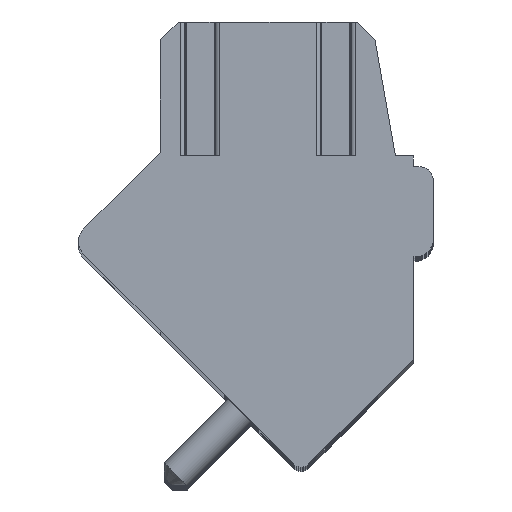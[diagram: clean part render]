
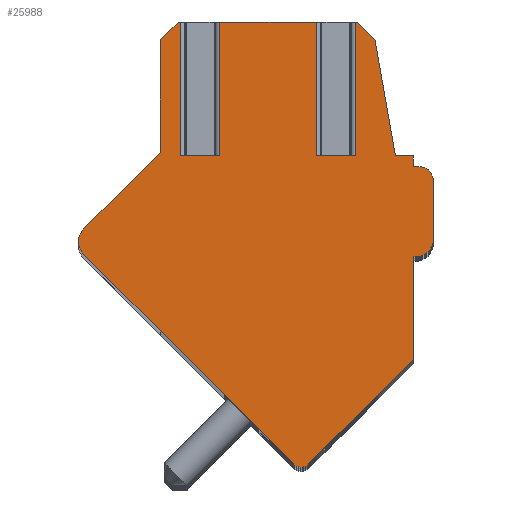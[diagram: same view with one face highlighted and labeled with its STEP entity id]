
A CAD part, top view. The second image highlights one B-rep face of the part: STEP entity #25988.
In plain terms, the highlighted planar face has unit normal (0, 0, 1).
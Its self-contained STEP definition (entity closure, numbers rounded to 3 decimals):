
#3099=DIRECTION('',(0.707,-0.707,0.));
#3100=VECTOR('',#3099,8.2);
#3101=CARTESIAN_POINT('',(-4.761,0.072,1.75));
#3102=LINE('',#3101,#3100);
#3587=DIRECTION('',(1.,0.,0.));
#3588=VECTOR('',#3587,1.07);
#3589=CARTESIAN_POINT('',(1.673,2.8,1.75));
#3590=LINE('',#3589,#3588);
#3591=DIRECTION('',(0.,1.,0.));
#3592=VECTOR('',#3591,3.7);
#3593=CARTESIAN_POINT('',(2.743,2.8,1.75));
#3594=LINE('',#3593,#3592);
#3595=DIRECTION('',(-1.,0.,0.));
#3596=VECTOR('',#3595,0.068);
#3597=CARTESIAN_POINT('',(2.811,6.5,1.75));
#3598=LINE('',#3597,#3596);
#3599=DIRECTION('',(-0.707,0.707,0.));
#3600=VECTOR('',#3599,0.677);
#3601=CARTESIAN_POINT('',(3.29,6.021,1.75));
#3602=LINE('',#3601,#3600);
#3603=DIRECTION('',(-0.174,0.985,0.));
#3604=VECTOR('',#3603,3.271);
#3605=CARTESIAN_POINT('',(3.858,2.8,1.75));
#3606=LINE('',#3605,#3604);
#3607=DIRECTION('',(-1.,0.,0.));
#3608=VECTOR('',#3607,0.5);
#3609=CARTESIAN_POINT('',(4.358,2.8,1.75));
#3610=LINE('',#3609,#3608);
#3611=DIRECTION('',(0.,1.,0.));
#3612=VECTOR('',#3611,0.3);
#3613=CARTESIAN_POINT('',(4.358,2.5,1.75));
#3614=LINE('',#3613,#3612);
#3615=DIRECTION('',(-1.,0.,0.));
#3616=VECTOR('',#3615,0.15);
#3617=CARTESIAN_POINT('',(4.508,2.5,1.75));
#3618=LINE('',#3617,#3616);
#3619=CARTESIAN_POINT('',(4.508,2.1,1.75));
#3620=DIRECTION('',(0.,0.,1.));
#3621=DIRECTION('',(1.,0.,0.));
#3622=AXIS2_PLACEMENT_3D('',#3619,#3620,#3621);
#3624=DIRECTION('',(0.,1.,0.));
#3625=VECTOR('',#3624,1.6);
#3626=CARTESIAN_POINT('',(4.908,0.5,1.75));
#3627=LINE('',#3626,#3625);
#3628=CARTESIAN_POINT('',(4.408,0.5,1.75));
#3629=DIRECTION('',(0.,0.,1.));
#3630=DIRECTION('',(0.,-1.,0.));
#3631=AXIS2_PLACEMENT_3D('',#3628,#3629,#3630);
#3633=DIRECTION('',(1.,0.,0.));
#3634=VECTOR('',#3633,0.05);
#3635=CARTESIAN_POINT('',(4.358,0.,1.75));
#3636=LINE('',#3635,#3634);
#3637=DIRECTION('',(0.,1.,0.));
#3638=VECTOR('',#3637,2.83);
#3639=CARTESIAN_POINT('',(4.358,-2.83,1.75));
#3640=LINE('',#3639,#3638);
#3641=DIRECTION('',(0.707,0.707,0.));
#3642=VECTOR('',#3641,4.096);
#3643=CARTESIAN_POINT('',(1.461,-5.727,1.75));
#3644=LINE('',#3643,#3642);
#3645=CARTESIAN_POINT('',(1.249,-5.515,1.75));
#3646=DIRECTION('',(0.,0.,1.));
#3647=DIRECTION('',(-0.707,-0.707,0.));
#3648=AXIS2_PLACEMENT_3D('',#3645,#3646,#3647);
#3650=CARTESIAN_POINT('',(-4.408,0.425,1.75));
#3651=DIRECTION('',(0.,0.,1.));
#3652=DIRECTION('',(-0.707,0.707,0.));
#3653=AXIS2_PLACEMENT_3D('',#3650,#3651,#3652);
#3655=DIRECTION('',(-0.707,-0.707,0.));
#3656=VECTOR('',#3655,2.997);
#3657=CARTESIAN_POINT('',(-2.642,2.898,1.75));
#3658=LINE('',#3657,#3656);
#3659=DIRECTION('',(0.,-1.,0.));
#3660=VECTOR('',#3659,3.111);
#3661=CARTESIAN_POINT('',(-2.642,6.009,1.75));
#3662=LINE('',#3661,#3660);
#3663=DIRECTION('',(-0.707,-0.707,0.));
#3664=VECTOR('',#3663,0.694);
#3665=CARTESIAN_POINT('',(-2.151,6.5,1.75));
#3666=LINE('',#3665,#3664);
#3667=DIRECTION('',(-1.,0.,0.));
#3668=VECTOR('',#3667,0.074);
#3669=CARTESIAN_POINT('',(-2.077,6.5,1.75));
#3670=LINE('',#3669,#3668);
#3671=DIRECTION('',(0.,1.,0.));
#3672=VECTOR('',#3671,3.7);
#3673=CARTESIAN_POINT('',(-2.077,2.8,1.75));
#3674=LINE('',#3673,#3672);
#3675=DIRECTION('',(1.,0.,0.));
#3676=VECTOR('',#3675,1.07);
#3677=CARTESIAN_POINT('',(-2.077,2.8,1.75));
#3678=LINE('',#3677,#3676);
#3679=DIRECTION('',(0.,1.,0.));
#3680=VECTOR('',#3679,3.7);
#3681=CARTESIAN_POINT('',(-1.007,2.8,1.75));
#3682=LINE('',#3681,#3680);
#3683=DIRECTION('',(-1.,0.,0.));
#3684=VECTOR('',#3683,2.68);
#3685=CARTESIAN_POINT('',(1.673,6.5,1.75));
#3686=LINE('',#3685,#3684);
#3687=DIRECTION('',(0.,1.,0.));
#3688=VECTOR('',#3687,3.7);
#3689=CARTESIAN_POINT('',(1.673,2.8,1.75));
#3690=LINE('',#3689,#3688);
#16923=CARTESIAN_POINT('',(1.673,2.8,1.75));
#16924=CARTESIAN_POINT('',(2.743,2.8,1.75));
#16925=VERTEX_POINT('',#16923);
#16926=VERTEX_POINT('',#16924);
#16927=CARTESIAN_POINT('',(2.743,6.5,1.75));
#16928=VERTEX_POINT('',#16927);
#16929=CARTESIAN_POINT('',(1.673,6.5,1.75));
#16930=VERTEX_POINT('',#16929);
#16943=CARTESIAN_POINT('',(-2.077,2.8,1.75));
#16944=CARTESIAN_POINT('',(-1.007,2.8,1.75));
#16945=VERTEX_POINT('',#16943);
#16946=VERTEX_POINT('',#16944);
#16947=CARTESIAN_POINT('',(-1.007,6.5,1.75));
#16948=VERTEX_POINT('',#16947);
#16949=CARTESIAN_POINT('',(-2.077,6.5,1.75));
#16950=VERTEX_POINT('',#16949);
#17041=CARTESIAN_POINT('',(1.037,-5.727,1.75));
#17042=CARTESIAN_POINT('',(1.461,-5.727,1.75));
#17043=VERTEX_POINT('',#17041);
#17044=VERTEX_POINT('',#17042);
#17045=CARTESIAN_POINT('',(4.358,-2.83,1.75));
#17046=VERTEX_POINT('',#17045);
#17047=CARTESIAN_POINT('',(4.358,0.,1.75));
#17048=VERTEX_POINT('',#17047);
#17049=CARTESIAN_POINT('',(4.408,0.,1.75));
#17050=VERTEX_POINT('',#17049);
#17051=CARTESIAN_POINT('',(4.908,0.5,1.75));
#17052=VERTEX_POINT('',#17051);
#17053=CARTESIAN_POINT('',(4.908,2.1,1.75));
#17054=VERTEX_POINT('',#17053);
#17055=CARTESIAN_POINT('',(4.508,2.5,1.75));
#17056=VERTEX_POINT('',#17055);
#17057=CARTESIAN_POINT('',(4.358,2.5,1.75));
#17058=VERTEX_POINT('',#17057);
#17059=CARTESIAN_POINT('',(4.358,2.8,1.75));
#17060=VERTEX_POINT('',#17059);
#17061=CARTESIAN_POINT('',(3.858,2.8,1.75));
#17062=VERTEX_POINT('',#17061);
#17063=CARTESIAN_POINT('',(3.29,6.021,1.75));
#17064=VERTEX_POINT('',#17063);
#17065=CARTESIAN_POINT('',(2.811,6.5,1.75));
#17066=VERTEX_POINT('',#17065);
#17067=CARTESIAN_POINT('',(-2.151,6.5,1.75));
#17068=CARTESIAN_POINT('',(-2.642,6.009,1.75));
#17069=VERTEX_POINT('',#17067);
#17070=VERTEX_POINT('',#17068);
#17071=CARTESIAN_POINT('',(-4.761,0.779,1.75));
#17072=CARTESIAN_POINT('',(-4.761,0.072,1.75));
#17073=VERTEX_POINT('',#17071);
#17074=VERTEX_POINT('',#17072);
#17079=CARTESIAN_POINT('',(-2.642,2.898,1.75));
#17081=VERTEX_POINT('',#17079);
#25945=CARTESIAN_POINT('',(0.,0.,1.75));
#25946=DIRECTION('',(0.,0.,1.));
#25947=DIRECTION('',(1.,0.,0.));
#25948=AXIS2_PLACEMENT_3D('',#25945,#25946,#25947);
#25949=PLANE('',#25948);
#25951=ORIENTED_EDGE('',*,*,#25950,.T.);
#25953=ORIENTED_EDGE('',*,*,#25952,.T.);
#25954=ORIENTED_EDGE('',*,*,#21936,.F.);
#25955=ORIENTED_EDGE('',*,*,#22218,.F.);
#25956=ORIENTED_EDGE('',*,*,#22232,.F.);
#25957=ORIENTED_EDGE('',*,*,#22246,.F.);
#25958=ORIENTED_EDGE('',*,*,#22419,.F.);
#25959=ORIENTED_EDGE('',*,*,#22435,.F.);
#25960=ORIENTED_EDGE('',*,*,#23216,.F.);
#25961=ORIENTED_EDGE('',*,*,#23528,.F.);
#25962=ORIENTED_EDGE('',*,*,#23840,.F.);
#25963=ORIENTED_EDGE('',*,*,#24152,.F.);
#25964=ORIENTED_EDGE('',*,*,#24471,.F.);
#25965=ORIENTED_EDGE('',*,*,#25302,.F.);
#25966=ORIENTED_EDGE('',*,*,#25552,.F.);
#25967=ORIENTED_EDGE('',*,*,#25353,.F.);
#25969=ORIENTED_EDGE('',*,*,#25968,.F.);
#25971=ORIENTED_EDGE('',*,*,#25970,.F.);
#25973=ORIENTED_EDGE('',*,*,#25972,.F.);
#25975=ORIENTED_EDGE('',*,*,#25974,.F.);
#25976=ORIENTED_EDGE('',*,*,#21968,.F.);
#25978=ORIENTED_EDGE('',*,*,#25977,.F.);
#25980=ORIENTED_EDGE('',*,*,#25979,.T.);
#25982=ORIENTED_EDGE('',*,*,#25981,.T.);
#25983=ORIENTED_EDGE('',*,*,#21952,.F.);
#25985=ORIENTED_EDGE('',*,*,#25984,.F.);
#25986=EDGE_LOOP('',(#25951,#25953,#25954,#25955,#25956,#25957,#25958,#25959,
#25960,#25961,#25962,#25963,#25964,#25965,#25966,#25967,#25969,#25971,#25973,
#25975,#25976,#25978,#25980,#25982,#25983,#25985));
#25987=FACE_OUTER_BOUND('',#25986,.F.);
#3623=CIRCLE('',#3622,0.4);
#3632=CIRCLE('',#3631,0.5);
#3649=CIRCLE('',#3648,0.3);
#3654=CIRCLE('',#3653,0.5);
#21936=EDGE_CURVE('',#17066,#16928,#3598,.T.);
#21952=EDGE_CURVE('',#16930,#16948,#3686,.T.);
#21968=EDGE_CURVE('',#16950,#17069,#3670,.T.);
#22218=EDGE_CURVE('',#17064,#17066,#3602,.T.);
#22232=EDGE_CURVE('',#17062,#17064,#3606,.T.);
#22246=EDGE_CURVE('',#17060,#17062,#3610,.T.);
#22419=EDGE_CURVE('',#17058,#17060,#3614,.T.);
#22435=EDGE_CURVE('',#17056,#17058,#3618,.T.);
#23216=EDGE_CURVE('',#17054,#17056,#3623,.T.);
#23528=EDGE_CURVE('',#17052,#17054,#3627,.T.);
#23840=EDGE_CURVE('',#17050,#17052,#3632,.T.);
#24152=EDGE_CURVE('',#17048,#17050,#3636,.T.);
#24471=EDGE_CURVE('',#17046,#17048,#3640,.T.);
#25302=EDGE_CURVE('',#17044,#17046,#3644,.T.);
#25353=EDGE_CURVE('',#17074,#17043,#3102,.T.);
#25552=EDGE_CURVE('',#17043,#17044,#3649,.T.);
#25950=EDGE_CURVE('',#16925,#16926,#3590,.T.);
#25952=EDGE_CURVE('',#16926,#16928,#3594,.T.);
#25968=EDGE_CURVE('',#17073,#17074,#3654,.T.);
#25970=EDGE_CURVE('',#17081,#17073,#3658,.T.);
#25972=EDGE_CURVE('',#17070,#17081,#3662,.T.);
#25974=EDGE_CURVE('',#17069,#17070,#3666,.T.);
#25977=EDGE_CURVE('',#16945,#16950,#3674,.T.);
#25979=EDGE_CURVE('',#16945,#16946,#3678,.T.);
#25981=EDGE_CURVE('',#16946,#16948,#3682,.T.);
#25984=EDGE_CURVE('',#16925,#16930,#3690,.T.);
#25988=ADVANCED_FACE('',(#25987),#25949,.T.);
